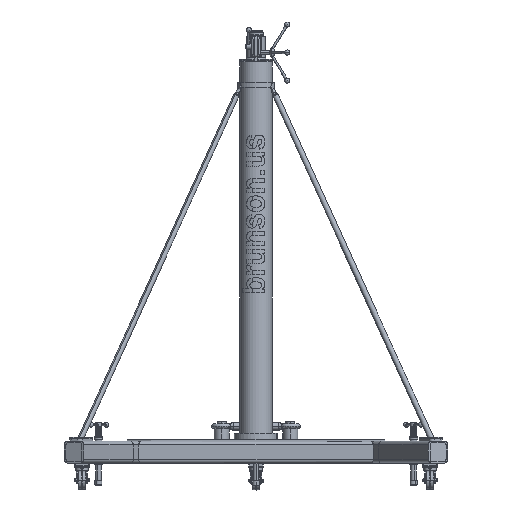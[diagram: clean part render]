
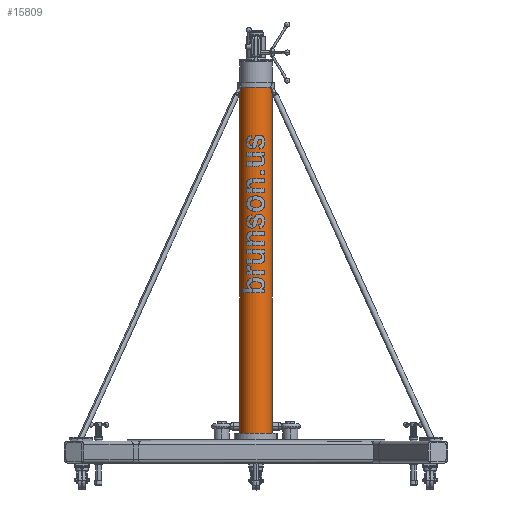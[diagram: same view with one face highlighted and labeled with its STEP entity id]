
A CAD part, top view. The second image highlights one B-rep face of the part: STEP entity #15809.
In plain terms, the highlighted cylindrical face has radius 111.125 mm (diameter 222.25 mm), a partial arc.
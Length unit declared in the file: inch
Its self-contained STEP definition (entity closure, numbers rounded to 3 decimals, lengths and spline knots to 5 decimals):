
#4903 = DIRECTION ( 'NONE',  ( 0., -1., 0. ) ) ;
#5203 = ORIENTED_EDGE ( 'NONE', *, *, #48648, .T. ) ;
#15809 = ADVANCED_FACE ( 'Defeatured_151505', ( #115099 ), #81304, .T. ) ;
#17926 = EDGE_LOOP ( 'NONE', ( #5203, #118439, #44202, #21241 ) ) ;
#21241 = ORIENTED_EDGE ( 'NONE', *, *, #53452, .F. ) ;
#22645 = VERTEX_POINT ( 'NONE', #22901 ) ;
#22901 = CARTESIAN_POINT ( 'NONE',  ( -4.375, 98.875, -6.49333 ) ) ;
#29453 = CARTESIAN_POINT ( 'NONE',  ( 0., 5.13, -6.49333 ) ) ;
#29864 = AXIS2_PLACEMENT_3D ( 'NONE', #100873, #144235, #111171 ) ;
#36819 = EDGE_CURVE ( 'NONE', #22645, #80860, #60873, .T. ) ;
#37402 = CARTESIAN_POINT ( 'NONE',  ( -4.375, 106., -6.49333 ) ) ;
#43050 = CARTESIAN_POINT ( 'NONE',  ( 4.375, 106., -6.49333 ) ) ;
#43772 = DIRECTION ( 'NONE',  ( 0., -1., 0. ) ) ;
#44202 = ORIENTED_EDGE ( 'NONE', *, *, #70495, .T. ) ;
#48648 = EDGE_CURVE ( 'Defeatured_151505+Defeatured_151508+Defeatured_151508+Defeatured_151508', #112870, #22645, #67382, .T. ) ;
#50781 = DIRECTION ( 'NONE',  ( 0., 0., 1. ) ) ;
#53452 = EDGE_CURVE ( 'NONE', #112870, #117010, #120170, .T. ) ;
#56643 = VECTOR ( 'NONE', #105685, 39.37008 ) ;
#59274 = CARTESIAN_POINT ( 'NONE',  ( 0., 106., -6.49333 ) ) ;
#60873 = LINE ( 'NONE', #37402, #56643 ) ;
#67382 = CIRCLE ( 'NONE', #29864, 4.375 ) ;
#70495 = EDGE_CURVE ( 'Defeatured_151505+Defeatured_151507+Defeatured_151507+Defeatured_151507', #80860, #117010, #105805, .T. ) ;
#70998 = DIRECTION ( 'NONE',  ( 1., 0., 0. ) ) ;
#72952 = AXIS2_PLACEMENT_3D ( 'NONE', #29453, #74232, #50781 ) ;
#74232 = DIRECTION ( 'NONE',  ( 0., 1., 0. ) ) ;
#80860 = VERTEX_POINT ( 'NONE', #140939 ) ;
#81304 = CYLINDRICAL_SURFACE ( 'NONE', #81948, 4.375 ) ;
#81948 = AXIS2_PLACEMENT_3D ( 'NONE', #59274, #4903, #70998 ) ;
#86611 = CARTESIAN_POINT ( 'NONE',  ( 4.375, 5.13, -6.49333 ) ) ;
#100873 = CARTESIAN_POINT ( 'NONE',  ( 0., 98.875, -6.49333 ) ) ;
#105685 = DIRECTION ( 'NONE',  ( 0., -1., 0. ) ) ;
#105805 = CIRCLE ( 'NONE', #72952, 4.375 ) ;
#107547 = VECTOR ( 'NONE', #43772, 39.37008 ) ;
#111171 = DIRECTION ( 'NONE',  ( 0., 0., -1. ) ) ;
#112870 = VERTEX_POINT ( 'NONE', #116418 ) ;
#115099 = FACE_OUTER_BOUND ( 'NONE', #17926, .T. ) ;
#116418 = CARTESIAN_POINT ( 'NONE',  ( 4.375, 98.875, -6.49333 ) ) ;
#117010 = VERTEX_POINT ( 'NONE', #86611 ) ;
#118439 = ORIENTED_EDGE ( 'NONE', *, *, #36819, .T. ) ;
#120170 = LINE ( 'NONE', #43050, #107547 ) ;
#140939 = CARTESIAN_POINT ( 'NONE',  ( -4.375, 5.13, -6.49333 ) ) ;
#144235 = DIRECTION ( 'NONE',  ( 0., -1., 0. ) ) ;
